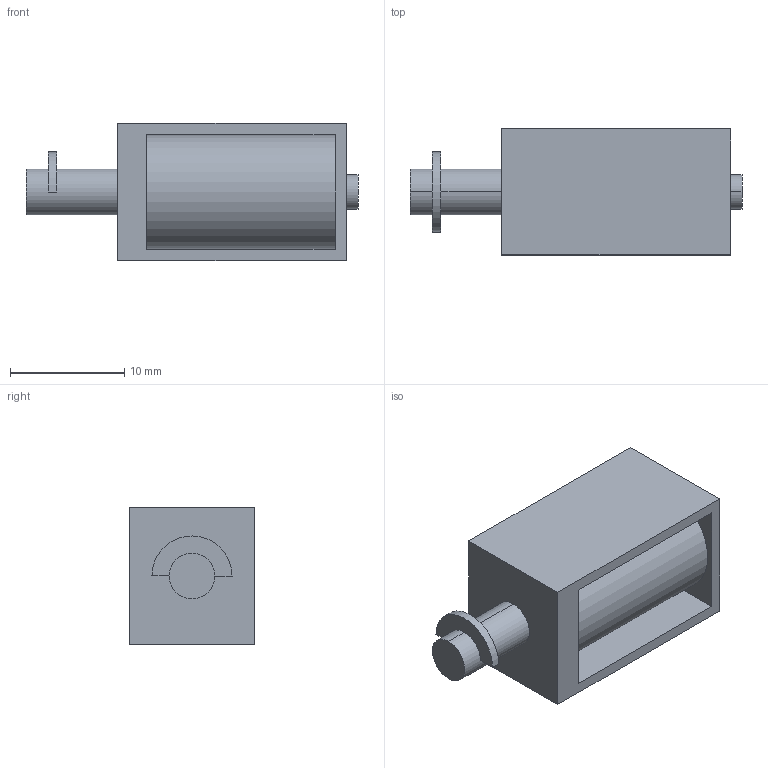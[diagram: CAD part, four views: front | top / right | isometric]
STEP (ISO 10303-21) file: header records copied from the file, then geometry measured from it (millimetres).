
FILE_DESCRIPTION (( 'STEP AP214' ), '1' );
FILE_NAME ('11015.STEP', '2015-04-29T21:06:50', ( '' ), ( '' ), 'SwSTEP 2.0', 'SolidWorks 2014', '' );
FILE_SCHEMA (( 'AUTOMOTIVE_DESIGN' ));
Length unit declared in the file: millimetre
Products named in the file (1): 11015
Bounding box: 29 x 11 x 12 mm (x, y, z)
Volume: 2238.2 mm3; surface area: 2254 mm2
Topology: 2 solids, 2 shells, 25 faces, 57 edges, 38 vertices
Faces by surface type: plane 18, cylinder 7
Entity records: 756 total; most frequent: DIRECTION 127, CARTESIAN_POINT 121, ORIENTED_EDGE 114, EDGE_CURVE 57, AXIS2_PLACEMENT_3D 44, VECTOR 39, LINE 39, VERTEX_POINT 38
